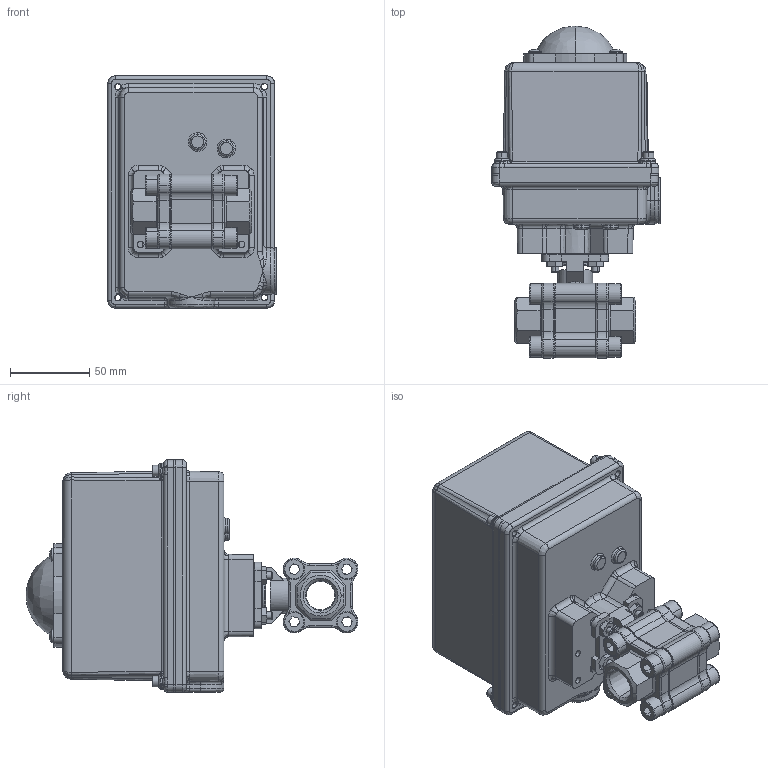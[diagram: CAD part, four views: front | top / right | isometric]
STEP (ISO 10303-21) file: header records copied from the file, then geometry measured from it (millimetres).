
FILE_DESCRIPTION (( 'STEP AP203' ), '1' );
FILE_NAME ('4700-050F_ER-1.STEP', '2017-11-09T20:07:19', ( '' ), ( '' ), 'SwSTEP 2.0', 'SolidWorks 2014', '' );
FILE_SCHEMA (( 'CONFIG_CONTROL_DESIGN' ));
Length unit declared in the file: inch
Products named in the file (1): 4700-050F_ER-1
Bounding box: 106.17 x 208.8 x 146.05 mm (x, y, z)
Surface area: 107770.1 mm2 (no closed solid volume)
Topology: 0 solids, 26 shells, 982 faces, 2817 edges, 1829 vertices
Faces by surface type: plane 336, bspline 284, cylinder 266, cone 96
Entity records: 43460 total; most frequent: CARTESIAN_POINT 20962, ORIENTED_EDGE 4839, DIRECTION 3953, EDGE_CURVE 2795, VERTEX_POINT 1829, AXIS2_PLACEMENT_3D 1419, VECTOR 1115, LINE 1115
